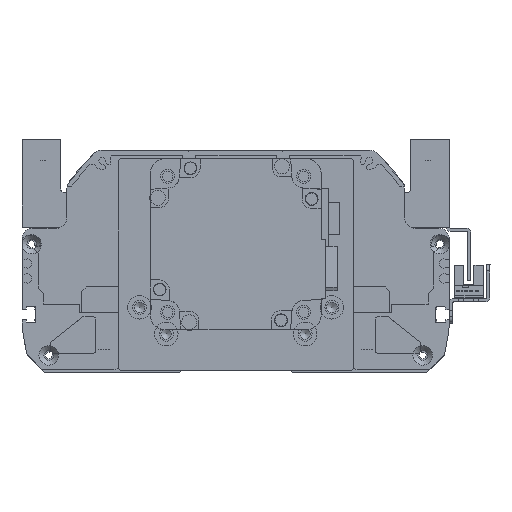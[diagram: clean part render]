
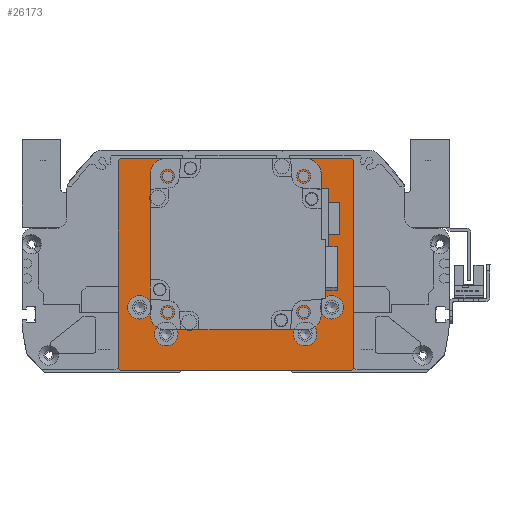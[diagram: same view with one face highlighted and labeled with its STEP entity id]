
A CAD part, front view. The second image highlights one B-rep face of the part: STEP entity #26173.
In plain terms, the highlighted face is planar.
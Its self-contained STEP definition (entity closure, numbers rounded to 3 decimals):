
#2092=FACE_BOUND('',#6211,.T.);
#2093=FACE_BOUND('',#6212,.T.);
#2094=FACE_BOUND('',#6213,.T.);
#2095=FACE_BOUND('',#6214,.T.);
#2096=FACE_BOUND('',#6215,.T.);
#2097=FACE_BOUND('',#6216,.T.);
#2098=FACE_BOUND('',#6217,.T.);
#2099=FACE_BOUND('',#6218,.T.);
#2100=FACE_BOUND('',#6219,.T.);
#3274=CIRCLE('',#29041,2.459);
#3275=CIRCLE('',#29044,2.459);
#3276=CIRCLE('',#29052,2.459);
#3277=CIRCLE('',#29054,2.459);
#3280=CIRCLE('',#29059,5.5);
#3283=CIRCLE('',#29065,5.5);
#3286=CIRCLE('',#29071,5.5);
#3289=CIRCLE('',#29077,5.5);
#3291=CIRCLE('',#29082,35.);
#4586=FACE_OUTER_BOUND('',#6210,.T.);
#6210=EDGE_LOOP('',(#23717,#23718,#23719,#23720,#23721,#23722,#23723,#23724));
#6211=EDGE_LOOP('',(#23725));
#6212=EDGE_LOOP('',(#23726));
#6213=EDGE_LOOP('',(#23727));
#6214=EDGE_LOOP('',(#23728));
#6215=EDGE_LOOP('',(#23729));
#6216=EDGE_LOOP('',(#23730));
#6217=EDGE_LOOP('',(#23731));
#6218=EDGE_LOOP('',(#23732));
#6219=EDGE_LOOP('',(#23733));
#8358=LINE('',#45856,#10557);
#8361=LINE('',#45865,#10560);
#8364=LINE('',#45870,#10563);
#8366=LINE('',#45873,#10565);
#8367=LINE('',#45876,#10566);
#8369=LINE('',#45880,#10568);
#8371=LINE('',#45884,#10570);
#8384=LINE('',#45946,#10583);
#10557=VECTOR('',#36033,10.);
#10560=VECTOR('',#36042,10.);
#10563=VECTOR('',#36047,10.);
#10565=VECTOR('',#36051,10.);
#10566=VECTOR('',#36054,10.);
#10568=VECTOR('',#36058,10.);
#10570=VECTOR('',#36062,10.);
#10583=VECTOR('',#36141,10.);
#13049=VERTEX_POINT('',#45849);
#13050=VERTEX_POINT('',#45853);
#13051=VERTEX_POINT('',#45855);
#13052=VERTEX_POINT('',#45859);
#13053=VERTEX_POINT('',#45863);
#13054=VERTEX_POINT('',#45864);
#13055=VERTEX_POINT('',#45869);
#13056=VERTEX_POINT('',#45875);
#13057=VERTEX_POINT('',#45879);
#13058=VERTEX_POINT('',#45883);
#13059=VERTEX_POINT('',#45887);
#13060=VERTEX_POINT('',#45891);
#13063=VERTEX_POINT('',#45900);
#13066=VERTEX_POINT('',#45911);
#13069=VERTEX_POINT('',#45922);
#13072=VERTEX_POINT('',#45933);
#13074=VERTEX_POINT('',#45942);
#16619=EDGE_CURVE('',#13049,#13049,#3274,.T.);
#16622=EDGE_CURVE('',#13051,#13050,#8358,.T.);
#16624=EDGE_CURVE('',#13052,#13052,#3275,.T.);
#16626=EDGE_CURVE('',#13053,#13054,#8361,.T.);
#16629=EDGE_CURVE('',#13055,#13054,#8364,.T.);
#16631=EDGE_CURVE('',#13055,#13050,#8366,.T.);
#16632=EDGE_CURVE('',#13051,#13056,#8367,.T.);
#16634=EDGE_CURVE('',#13057,#13056,#8369,.T.);
#16636=EDGE_CURVE('',#13057,#13058,#8371,.T.);
#16638=EDGE_CURVE('',#13059,#13059,#3276,.T.);
#16640=EDGE_CURVE('',#13060,#13060,#3277,.T.);
#16644=EDGE_CURVE('',#13063,#13063,#3280,.T.);
#16649=EDGE_CURVE('',#13066,#13066,#3283,.T.);
#16654=EDGE_CURVE('',#13069,#13069,#3286,.T.);
#16659=EDGE_CURVE('',#13072,#13072,#3289,.T.);
#16663=EDGE_CURVE('',#13074,#13074,#3291,.T.);
#16665=EDGE_CURVE('',#13053,#13058,#8384,.T.);
#23717=ORIENTED_EDGE('',*,*,#16626,.F.);
#23718=ORIENTED_EDGE('',*,*,#16665,.T.);
#23719=ORIENTED_EDGE('',*,*,#16636,.F.);
#23720=ORIENTED_EDGE('',*,*,#16634,.T.);
#23721=ORIENTED_EDGE('',*,*,#16632,.F.);
#23722=ORIENTED_EDGE('',*,*,#16622,.T.);
#23723=ORIENTED_EDGE('',*,*,#16631,.F.);
#23724=ORIENTED_EDGE('',*,*,#16629,.T.);
#23725=ORIENTED_EDGE('',*,*,#16638,.T.);
#23726=ORIENTED_EDGE('',*,*,#16624,.T.);
#23727=ORIENTED_EDGE('',*,*,#16640,.T.);
#23728=ORIENTED_EDGE('',*,*,#16619,.T.);
#23729=ORIENTED_EDGE('',*,*,#16644,.T.);
#23730=ORIENTED_EDGE('',*,*,#16649,.T.);
#23731=ORIENTED_EDGE('',*,*,#16654,.T.);
#23732=ORIENTED_EDGE('',*,*,#16659,.T.);
#23733=ORIENTED_EDGE('',*,*,#16663,.T.);
#24894=PLANE('',#29084);
#26173=ADVANCED_FACE('',(#4586,#2092,#2093,#2094,#2095,#2096,#2097,#2098,
#2099,#2100),#24894,.T.);
#29041=AXIS2_PLACEMENT_3D('',#45850,#36027,#36028);
#29044=AXIS2_PLACEMENT_3D('',#45860,#36037,#36038);
#29052=AXIS2_PLACEMENT_3D('',#45888,#36066,#36067);
#29054=AXIS2_PLACEMENT_3D('',#45892,#36071,#36072);
#29059=AXIS2_PLACEMENT_3D('',#45901,#36082,#36083);
#29065=AXIS2_PLACEMENT_3D('',#45912,#36096,#36097);
#29071=AXIS2_PLACEMENT_3D('',#45923,#36110,#36111);
#29077=AXIS2_PLACEMENT_3D('',#45934,#36124,#36125);
#29082=AXIS2_PLACEMENT_3D('',#45943,#36136,#36137);
#29084=AXIS2_PLACEMENT_3D('',#45947,#36142,#36143);
#36027=DIRECTION('center_axis',(0.,0.,-1.));
#36028=DIRECTION('ref_axis',(1.,0.,0.));
#36033=DIRECTION('',(-1.,0.,0.));
#36037=DIRECTION('center_axis',(0.,0.,-1.));
#36038=DIRECTION('ref_axis',(1.,0.,0.));
#36042=DIRECTION('',(-0.707,0.707,0.));
#36047=DIRECTION('',(0.,-1.,0.));
#36051=DIRECTION('',(0.707,0.707,0.));
#36054=DIRECTION('',(0.707,-0.707,0.));
#36058=DIRECTION('',(0.,1.,0.));
#36062=DIRECTION('',(-0.707,-0.707,0.));
#36066=DIRECTION('center_axis',(0.,0.,-1.));
#36067=DIRECTION('ref_axis',(1.,0.,0.));
#36071=DIRECTION('center_axis',(0.,0.,-1.));
#36072=DIRECTION('ref_axis',(1.,0.,0.));
#36082=DIRECTION('center_axis',(0.,0.,-1.));
#36083=DIRECTION('ref_axis',(1.,0.,0.));
#36096=DIRECTION('center_axis',(0.,0.,-1.));
#36097=DIRECTION('ref_axis',(1.,0.,0.));
#36110=DIRECTION('center_axis',(0.,0.,-1.));
#36111=DIRECTION('ref_axis',(1.,0.,0.));
#36124=DIRECTION('center_axis',(0.,0.,-1.));
#36125=DIRECTION('ref_axis',(1.,0.,0.));
#36136=DIRECTION('center_axis',(0.,0.,-1.));
#36137=DIRECTION('ref_axis',(1.,0.,0.));
#36141=DIRECTION('',(1.,0.,0.));
#36142=DIRECTION('center_axis',(0.,0.,1.));
#36143=DIRECTION('ref_axis',(1.,0.,0.));
#45849=CARTESIAN_POINT('',(29.361,41.32,89.));
#45850=CARTESIAN_POINT('Origin',(31.82,41.32,89.));
#45853=CARTESIAN_POINT('',(-54.,49.5,89.));
#45855=CARTESIAN_POINT('',(54.,49.5,89.));
#45856=CARTESIAN_POINT('',(55.,49.5,89.));
#45859=CARTESIAN_POINT('',(-34.278,41.32,89.));
#45860=CARTESIAN_POINT('Origin',(-31.82,41.32,89.));
#45863=CARTESIAN_POINT('',(-54.,-49.5,89.));
#45864=CARTESIAN_POINT('',(-55.,-48.5,89.));
#45865=CARTESIAN_POINT('',(-53.125,-50.375,89.));
#45869=CARTESIAN_POINT('',(-55.,48.5,89.));
#45870=CARTESIAN_POINT('',(-55.,49.5,89.));
#45873=CARTESIAN_POINT('',(-53.125,50.375,89.));
#45875=CARTESIAN_POINT('',(55.,48.5,89.));
#45876=CARTESIAN_POINT('',(53.125,50.375,89.));
#45879=CARTESIAN_POINT('',(55.,-48.5,89.));
#45880=CARTESIAN_POINT('',(55.,-49.5,89.));
#45883=CARTESIAN_POINT('',(54.,-49.5,89.));
#45884=CARTESIAN_POINT('',(53.125,-50.375,89.));
#45887=CARTESIAN_POINT('',(29.361,-22.32,89.));
#45888=CARTESIAN_POINT('Origin',(31.82,-22.32,89.));
#45891=CARTESIAN_POINT('',(-34.278,-22.32,89.));
#45892=CARTESIAN_POINT('Origin',(-31.82,-22.32,89.));
#45900=CARTESIAN_POINT('',(27.,-32.5,89.));
#45901=CARTESIAN_POINT('Origin',(32.5,-32.5,89.));
#45911=CARTESIAN_POINT('',(-50.5,-20.,89.));
#45912=CARTESIAN_POINT('Origin',(-45.,-20.,89.));
#45922=CARTESIAN_POINT('',(-38.,-32.5,89.));
#45923=CARTESIAN_POINT('Origin',(-32.5,-32.5,89.));
#45933=CARTESIAN_POINT('',(39.5,-20.,89.));
#45934=CARTESIAN_POINT('Origin',(45.,-20.,89.));
#45942=CARTESIAN_POINT('',(-35.,9.5,89.));
#45943=CARTESIAN_POINT('Origin',(0.,9.5,89.));
#45946=CARTESIAN_POINT('',(-55.,-49.5,89.));
#45947=CARTESIAN_POINT('Origin',(0.,0.,
89.));
